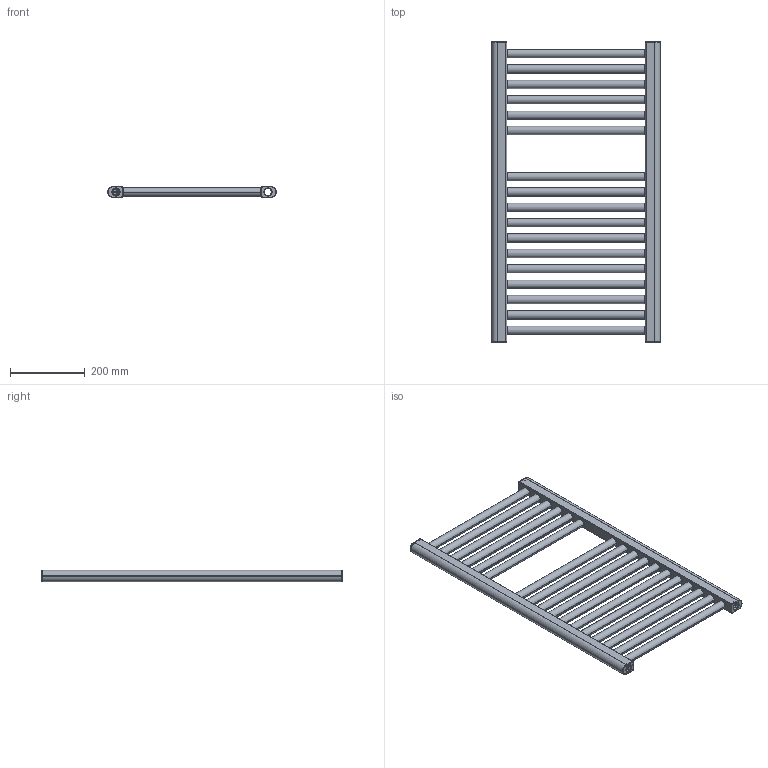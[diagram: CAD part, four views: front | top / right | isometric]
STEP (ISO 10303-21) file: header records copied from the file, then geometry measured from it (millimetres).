
FILE_DESCRIPTION((''),'2;1');
FILE_NAME('U0548504_ASM','2018-01-03T13:19:29',('myarac'),(''),'CREO PARAMETRIC BY PTC INC, 2017260','CREO PARAMETRIC BY PTC INC, 2017260','');
FILE_SCHEMA(('AUTOMOTIVE_DESIGN { 1 0 10303 214 1 1 1 1 }'));
Length unit declared in the file: millimetre
Products named in the file (5): U0547393; U0547358; U0547357; U0547362; U0548504_ASM
Assembly tree (23 placements, depth 2):
  U0548504_ASM
    U0547393  x2
    U0547358  x3
    U0547357
    U0547362  x17
Bounding box: 450 x 803.4 x 30 mm (x, y, z)
Volume: 614493.8 mm3; surface area: 1229532.7 mm2
Topology: 23 solids, 26 shells, 908 faces, 1986 edges, 1124 vertices
Faces by surface type: torus 306, cone 272, cylinder 220, plane 110
Entity records: 8365 total; most frequent: COLOUR_RGB 1359, DIRECTION 1153, CARTESIAN_POINT 1124, ORIENTED_EDGE 908, AXIS2_PLACEMENT_3D 467, EDGE_CURVE 456, VERTEX_POINT 284, CIRCLE 236
